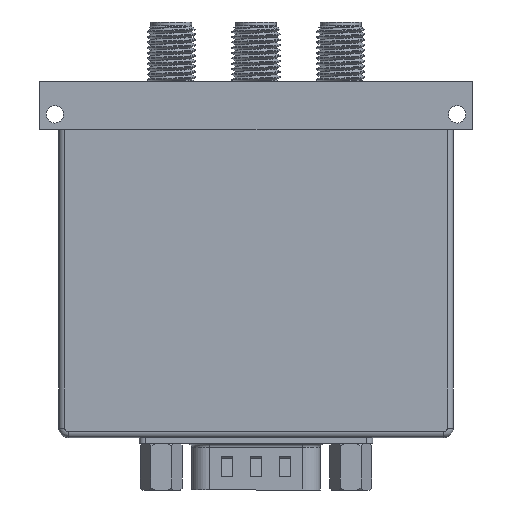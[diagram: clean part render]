
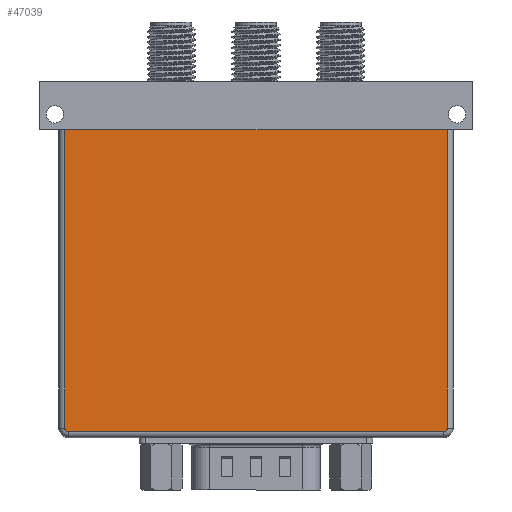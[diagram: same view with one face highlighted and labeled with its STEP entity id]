
A CAD part, front view. The second image highlights one B-rep face of the part: STEP entity #47039.
In plain terms, the highlighted planar face has unit normal (0, -1, 0).
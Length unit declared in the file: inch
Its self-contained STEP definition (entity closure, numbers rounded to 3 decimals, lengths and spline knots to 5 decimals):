
#482 = VERTEX_POINT ( 'NONE', #46638 ) ;
#951 = CARTESIAN_POINT ( 'NONE',  ( 0., -0.26, 0.675 ) ) ;
#1614 = VERTEX_POINT ( 'NONE', #51110 ) ;
#2527 = VERTEX_POINT ( 'NONE', #46215 ) ;
#4272 = EDGE_CURVE ( 'NONE', #482, #59532, #38214, .T. ) ;
#5688 = EDGE_CURVE ( 'NONE', #7016, #2527, #10500, .T. ) ;
#5845 = VECTOR ( 'NONE', #43098, 39.37008 ) ;
#7016 = VERTEX_POINT ( 'NONE', #46679 ) ;
#10500 = LINE ( 'NONE', #16849, #75690 ) ;
#12387 = AXIS2_PLACEMENT_3D ( 'NONE', #26226, #49966, #68456 ) ;
#16849 = CARTESIAN_POINT ( 'NONE',  ( 0.975, -0.26, -0.895 ) ) ;
#18413 = EDGE_CURVE ( 'NONE', #59532, #1614, #19198, .T. ) ;
#19099 = CARTESIAN_POINT ( 'NONE',  ( -0.995, -0.26, -0.875 ) ) ;
#19198 = LINE ( 'NONE', #951, #25766 ) ;
#24198 = DIRECTION ( 'NONE',  ( 1., 0., 0. ) ) ;
#24749 = ORIENTED_EDGE ( 'NONE', *, *, #4272, .T. ) ;
#25112 = CIRCLE ( 'NONE', #75635, 0.02 ) ;
#25766 = VECTOR ( 'NONE', #43190, 39.37008 ) ;
#25896 = DIRECTION ( 'NONE',  ( 0., -1., 0. ) ) ;
#26226 = CARTESIAN_POINT ( 'NONE',  ( 0., -0.26, 0. ) ) ;
#28871 = EDGE_CURVE ( 'NONE', #1614, #54248, #44476, .T. ) ;
#29690 = DIRECTION ( 'NONE',  ( 0., 0., 1. ) ) ;
#31589 = VECTOR ( 'NONE', #29690, 39.37008 ) ;
#31942 = DIRECTION ( 'NONE',  ( 0., 0., -1. ) ) ;
#33393 = CARTESIAN_POINT ( 'NONE',  ( -0.995, -0.26, -0.875 ) ) ;
#34536 = ORIENTED_EDGE ( 'NONE', *, *, #28871, .T. ) ;
#38214 = LINE ( 'NONE', #41886, #31589 ) ;
#40602 = CIRCLE ( 'NONE', #66954, 0.02 ) ;
#41886 = CARTESIAN_POINT ( 'NONE',  ( 0.995, -0.26, 0.675 ) ) ;
#42101 = DIRECTION ( 'NONE',  ( 0., 0., -1. ) ) ;
#42311 = FACE_OUTER_BOUND ( 'NONE', #46918, .T. ) ;
#43098 = DIRECTION ( 'NONE',  ( 0., 0., -1. ) ) ;
#43190 = DIRECTION ( 'NONE',  ( -1., 0., 0. ) ) ;
#44476 = LINE ( 'NONE', #19099, #5845 ) ;
#46215 = CARTESIAN_POINT ( 'NONE',  ( 0.975, -0.26, -0.895 ) ) ;
#46638 = CARTESIAN_POINT ( 'NONE',  ( 0.995, -0.26, -0.875 ) ) ;
#46679 = CARTESIAN_POINT ( 'NONE',  ( -0.975, -0.26, -0.895 ) ) ;
#46918 = EDGE_LOOP ( 'NONE', ( #57296, #34536, #71473, #76247, #67031, #24749 ) ) ;
#47039 = ADVANCED_FACE ( 'NONE', ( #42311 ), #62086, .T. ) ;
#47667 = EDGE_CURVE ( 'NONE', #54248, #7016, #25112, .T. ) ;
#49898 = CARTESIAN_POINT ( 'NONE',  ( -0.975, -0.26, -0.875 ) ) ;
#49966 = DIRECTION ( 'NONE',  ( 0., -1., 0. ) ) ;
#51110 = CARTESIAN_POINT ( 'NONE',  ( -0.995, -0.26, 0.675 ) ) ;
#54248 = VERTEX_POINT ( 'NONE', #33393 ) ;
#57296 = ORIENTED_EDGE ( 'NONE', *, *, #18413, .T. ) ;
#59532 = VERTEX_POINT ( 'NONE', #64922 ) ;
#62086 = PLANE ( 'NONE',  #12387 ) ;
#64922 = CARTESIAN_POINT ( 'NONE',  ( 0.995, -0.26, 0.675 ) ) ;
#66129 = CARTESIAN_POINT ( 'NONE',  ( 0.975, -0.26, -0.875 ) ) ;
#66954 = AXIS2_PLACEMENT_3D ( 'NONE', #66129, #72749, #42101 ) ;
#67031 = ORIENTED_EDGE ( 'NONE', *, *, #71229, .T. ) ;
#68456 = DIRECTION ( 'NONE',  ( 0., 0., -1. ) ) ;
#71229 = EDGE_CURVE ( 'NONE', #2527, #482, #40602, .T. ) ;
#71473 = ORIENTED_EDGE ( 'NONE', *, *, #47667, .T. ) ;
#72749 = DIRECTION ( 'NONE',  ( 0., -1., 0. ) ) ;
#75635 = AXIS2_PLACEMENT_3D ( 'NONE', #49898, #25896, #31942 ) ;
#75690 = VECTOR ( 'NONE', #24198, 39.37008 ) ;
#76247 = ORIENTED_EDGE ( 'NONE', *, *, #5688, .T. ) ;
